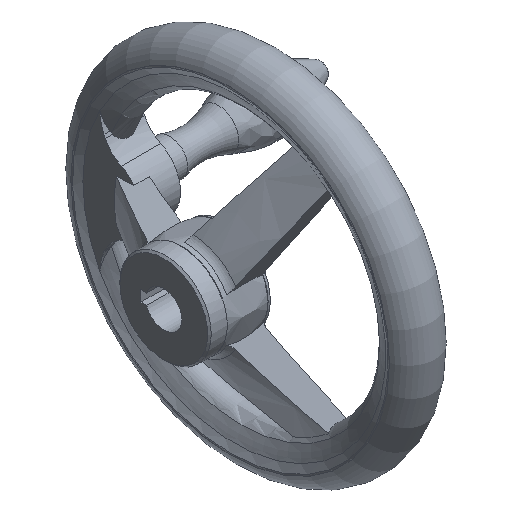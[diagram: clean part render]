
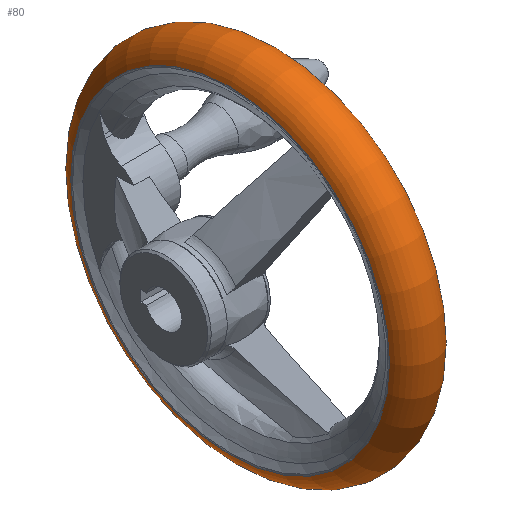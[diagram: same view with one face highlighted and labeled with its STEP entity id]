
A CAD part, isometric view. The second image highlights one B-rep face of the part: STEP entity #80.
In plain terms, the highlighted toroidal (fillet/blend) face has major radius 42.5 mm and minor radius 7.5 mm.
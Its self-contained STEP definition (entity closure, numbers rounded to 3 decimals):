
#80 = ADVANCED_FACE( '', ( #158, #159, #160 ), #161, .T. );
#158 = FACE_BOUND( '', #314, .T. );
#159 = FACE_OUTER_BOUND( '', #315, .T. );
#160 = FACE_OUTER_BOUND( '', #316, .T. );
#161 = TOROIDAL_SURFACE( '', #317, 42.5, 7.5 );
#314 = VERTEX_LOOP( '', #560 );
#315 = EDGE_LOOP( '', ( #561 ) );
#316 = EDGE_LOOP( '', ( #562 ) );
#317 = AXIS2_PLACEMENT_3D( '', #563, #564, #565 );
#560 = VERTEX_POINT( '', #1123 );
#561 = ORIENTED_EDGE( '', *, *, #1122, .T. );
#562 = ORIENTED_EDGE( '', *, *, #1124, .F. );
#563 = CARTESIAN_POINT( '', ( 25.75, 0., 0. ) );
#564 = DIRECTION( '', ( 1., 0., 0. ) );
#565 = DIRECTION( '', ( 0., 0., -1. ) );
#1122 = EDGE_CURVE( '', #1327, #1327, #1328, .T. );
#1123 = CARTESIAN_POINT( '', ( 25.75, 0., -50. ) );
#1124 = EDGE_CURVE( '', #1329, #1329, #1330, .T. );
#1327 = VERTEX_POINT( '', #1674 );
#1328 = CIRCLE( '', #1675, 44.486 );
#1329 = VERTEX_POINT( '', #1676 );
#1330 = CIRCLE( '', #1677, 44.511 );
#1674 = CARTESIAN_POINT( '', ( 18.518, 0., -44.486 ) );
#1675 = AXIS2_PLACEMENT_3D( '', #2514, #2515, #2516 );
#1676 = CARTESIAN_POINT( '', ( 32.975, 0., -44.511 ) );
#1677 = AXIS2_PLACEMENT_3D( '', #2517, #2518, #2519 );
#2514 = CARTESIAN_POINT( '', ( 18.518, 0., 0. ) );
#2515 = DIRECTION( '', ( 1., 0., 0. ) );
#2516 = DIRECTION( '', ( 0., 0., -1. ) );
#2517 = CARTESIAN_POINT( '', ( 32.975, 0., 0. ) );
#2518 = DIRECTION( '', ( 1., 0., 0. ) );
#2519 = DIRECTION( '', ( 0., 0., -1. ) );
